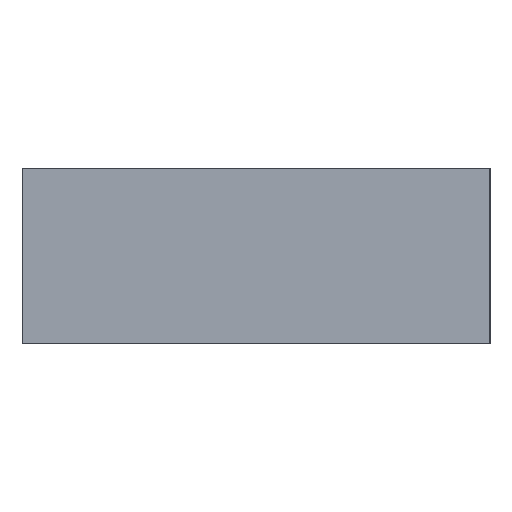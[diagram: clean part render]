
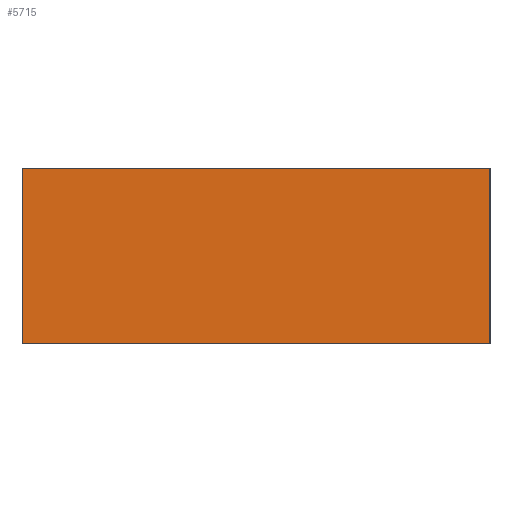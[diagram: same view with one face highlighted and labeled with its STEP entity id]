
A CAD part, left-side view. The second image highlights one B-rep face of the part: STEP entity #5715.
In plain terms, the highlighted planar face has unit normal (-1, 0, 0).
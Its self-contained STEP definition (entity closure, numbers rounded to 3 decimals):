
#199 = CARTESIAN_POINT ( 'NONE',  ( -1.6, -0.8, 0. ) ) ;
#292 = EDGE_CURVE ( 'NONE', #3465, #3976, #919, .T. ) ;
#329 = CARTESIAN_POINT ( 'NONE',  ( -1.6, -0.8, 0. ) ) ;
#351 = DIRECTION ( 'NONE',  ( 0., 0., 1. ) ) ;
#475 = EDGE_CURVE ( 'NONE', #4125, #1624, #1403, .T. ) ;
#919 = LINE ( 'NONE', #5619, #3151 ) ;
#1133 = VECTOR ( 'NONE', #5032, 1000. ) ;
#1281 = FACE_OUTER_BOUND ( 'NONE', #5282, .T. ) ;
#1287 = LINE ( 'NONE', #1500, #1133 ) ;
#1403 = LINE ( 'NONE', #199, #4934 ) ;
#1421 = ORIENTED_EDGE ( 'NONE', *, *, #292, .T. ) ;
#1500 = CARTESIAN_POINT ( 'NONE',  ( -1.6, 0.8, 0. ) ) ;
#1508 = ORIENTED_EDGE ( 'NONE', *, *, #475, .F. ) ;
#1624 = VERTEX_POINT ( 'NONE', #2216 ) ;
#1770 = CARTESIAN_POINT ( 'NONE',  ( -1.6, -0.8, 0. ) ) ;
#1870 = ORIENTED_EDGE ( 'NONE', *, *, #5406, .F. ) ;
#1921 = CARTESIAN_POINT ( 'NONE',  ( -1.6, 0.8, 0.6 ) ) ;
#2095 = DIRECTION ( 'NONE',  ( 0., 1., 0. ) ) ;
#2119 = CARTESIAN_POINT ( 'NONE',  ( -1.6, -0.8, 0. ) ) ;
#2209 = DIRECTION ( 'NONE',  ( 0., 0., 1. ) ) ;
#2216 = CARTESIAN_POINT ( 'NONE',  ( -1.6, 0.8, 0. ) ) ;
#2556 = ORIENTED_EDGE ( 'NONE', *, *, #3761, .T. ) ;
#2827 = VECTOR ( 'NONE', #351, 1000. ) ;
#3151 = VECTOR ( 'NONE', #2095, 1000. ) ;
#3465 = VERTEX_POINT ( 'NONE', #3898 ) ;
#3606 = AXIS2_PLACEMENT_3D ( 'NONE', #1770, #4862, #2209 ) ;
#3761 = EDGE_CURVE ( 'NONE', #4125, #3465, #4009, .T. ) ;
#3765 = DIRECTION ( 'NONE',  ( 0., 1., 0. ) ) ;
#3898 = CARTESIAN_POINT ( 'NONE',  ( -1.6, -0.8, 0.6 ) ) ;
#3976 = VERTEX_POINT ( 'NONE', #1921 ) ;
#4009 = LINE ( 'NONE', #329, #2827 ) ;
#4125 = VERTEX_POINT ( 'NONE', #2119 ) ;
#4862 = DIRECTION ( 'NONE',  ( -1., 0., 0. ) ) ;
#4934 = VECTOR ( 'NONE', #3765, 1000. ) ;
#5032 = DIRECTION ( 'NONE',  ( 0., 0., 1. ) ) ;
#5282 = EDGE_LOOP ( 'NONE', ( #1421, #1870, #1508, #2556 ) ) ;
#5406 = EDGE_CURVE ( 'NONE', #1624, #3976, #1287, .T. ) ;
#5619 = CARTESIAN_POINT ( 'NONE',  ( -1.6, -0.8, 0.6 ) ) ;
#5715 = ADVANCED_FACE ( 'NONE', ( #1281 ), #5726, .T. ) ;
#5726 = PLANE ( 'NONE',  #3606 ) ;
